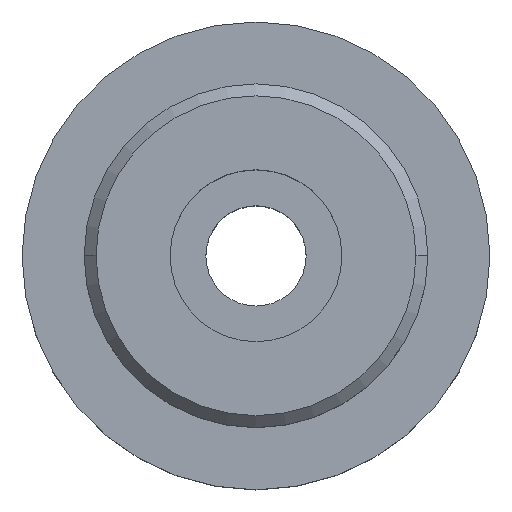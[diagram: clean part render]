
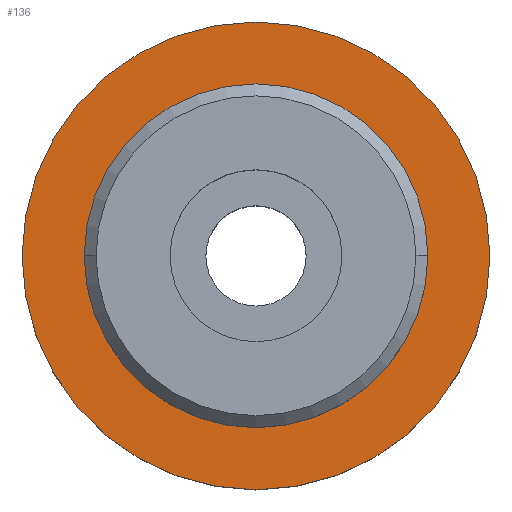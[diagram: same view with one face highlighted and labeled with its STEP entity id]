
A CAD part, top view. The second image highlights one B-rep face of the part: STEP entity #136.
In plain terms, the highlighted planar face has unit normal (0, 0, 1).
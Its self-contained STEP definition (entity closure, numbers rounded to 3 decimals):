
#112=EDGE_CURVE('',#202,#126,#277,.T.);
#126=VERTEX_POINT('',#293);
#130=EDGE_CURVE('',#126,#202,#298,.T.);
#136=ADVANCED_FACE('',(#306,#307),#308,.T.);
#150=EDGE_CURVE('',#180,#224,#323,.T.);
#180=VERTEX_POINT('',#361);
#202=VERTEX_POINT('',#384);
#224=VERTEX_POINT('',#407);
#242=EDGE_CURVE('',#224,#180,#428,.T.);
#277=CIRCLE('',#459,18.0);
#293=CARTESIAN_POINT('',(18.0,0.,12.0));
#298=CIRCLE('',#484,18.0);
#306=FACE_BOUND('',#493,.T.);
#307=FACE_OUTER_BOUND('',#494,.T.);
#308=PLANE('',#495);
#323=CIRCLE('',#514,24.5);
#361=CARTESIAN_POINT('',(24.5,0.,12.0));
#384=CARTESIAN_POINT('',(-18.0,0.,12.0));
#407=CARTESIAN_POINT('',(-24.5,0.,12.0));
#428=CIRCLE('',#647,24.5);
#459=AXIS2_PLACEMENT_3D('',#676,#677,#678);
#484=AXIS2_PLACEMENT_3D('',#707,#708,#709);
#493=EDGE_LOOP('',(#722,#723));
#494=EDGE_LOOP('',(#724,#725));
#495=AXIS2_PLACEMENT_3D('',#726,#727,#728);
#514=AXIS2_PLACEMENT_3D('',#741,#742,#743);
#647=AXIS2_PLACEMENT_3D('',#864,#865,#866);
#676=CARTESIAN_POINT('',(0.0,0.,12.0));
#677=DIRECTION('',(0.0,0.0,1.0));
#678=DIRECTION('',(-1.0,0.,0.0));
#707=CARTESIAN_POINT('',(0.0,0.,12.0));
#708=DIRECTION('',(0.0,0.0,1.0));
#709=DIRECTION('',(-1.0,0.,0.0));
#722=ORIENTED_EDGE('',*,*,#112,.F.);
#723=ORIENTED_EDGE('',*,*,#130,.F.);
#724=ORIENTED_EDGE('',*,*,#242,.T.);
#725=ORIENTED_EDGE('',*,*,#150,.T.);
#726=CARTESIAN_POINT('',(-21.25,0.,12.0));
#727=DIRECTION('',(0.0,0.0,1.0));
#728=DIRECTION('',(-1.0,0.,0.0));
#741=CARTESIAN_POINT('',(0.0,0.,12.0));
#742=DIRECTION('',(0.0,0.0,1.0));
#743=DIRECTION('',(-1.0,0.,0.0));
#864=CARTESIAN_POINT('',(0.0,0.,12.0));
#865=DIRECTION('',(0.0,0.0,1.0));
#866=DIRECTION('',(-1.0,0.,0.0));
